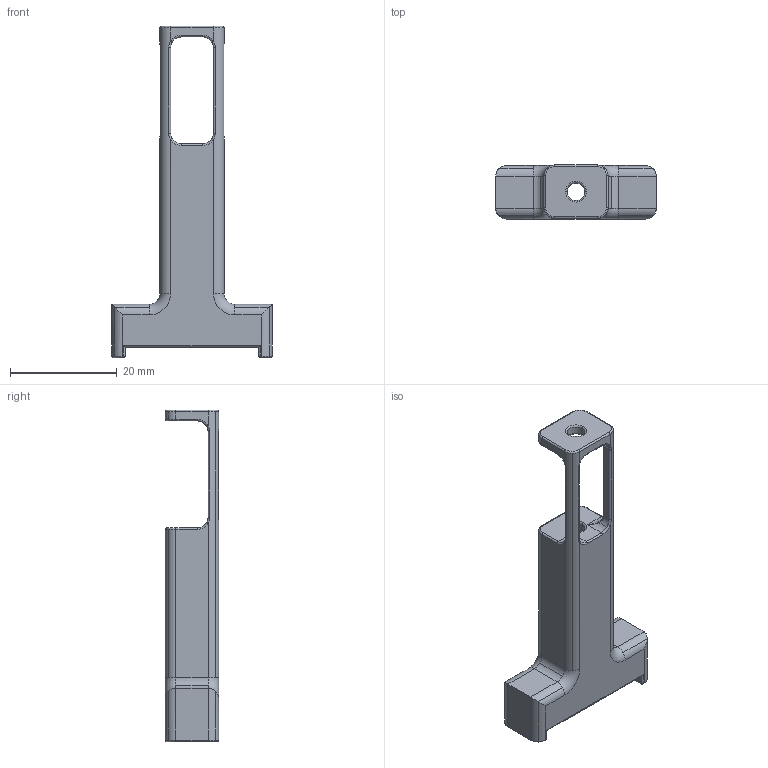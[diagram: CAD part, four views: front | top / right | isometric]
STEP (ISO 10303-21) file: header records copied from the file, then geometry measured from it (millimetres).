
FILE_DESCRIPTION (( 'STEP AP203' ), '1' );
FILE_NAME ('IDISCO-Sampleholder-12mm-60mm_V2.STEP', '2018-07-26T07:21:54', ( '' ), ( '' ), 'SwSTEP 2.0', 'SolidWorks 2018', '' );
FILE_SCHEMA (( 'CONFIG_CONTROL_DESIGN' ));
Length unit declared in the file: millimetre
Products named in the file (1): IDISCO-Sampleholder-12mm-60mm_V2
Bounding box: 30 x 10 x 62 mm (x, y, z)
Volume: 3690.1 mm3; surface area: 6768.9 mm2
Topology: 1 solids, 1 shells, 284 faces, 722 edges, 432 vertices
Faces by surface type: cylinder 146, plane 86, torus 36, bspline 12, sphere 4
Entity records: 8763 total; most frequent: CARTESIAN_POINT 2065, ORIENTED_EDGE 1428, DIRECTION 1390, EDGE_CURVE 714, AXIS2_PLACEMENT_3D 515, VERTEX_POINT 432, VECTOR 360, LINE 360
